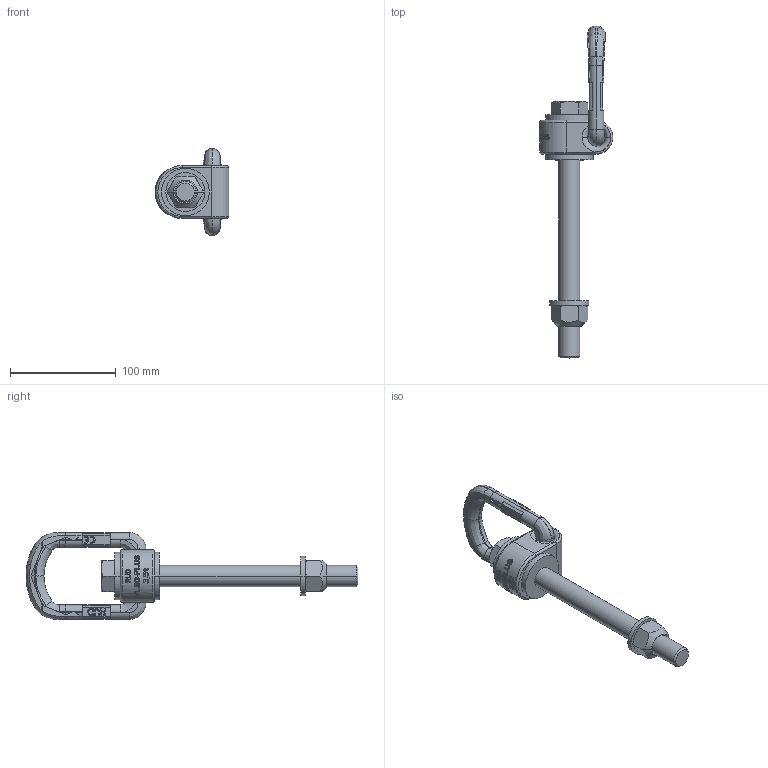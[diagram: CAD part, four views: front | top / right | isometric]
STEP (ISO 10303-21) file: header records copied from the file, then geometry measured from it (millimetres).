
FILE_DESCRIPTION((''),'2;1');
FILE_NAME('001-M35334-P-2_ASM','2019-02-06T',('anja.joas'),(''),'PRO/ENGINEER BY PARAMETRIC TECHNOLOGY CORPORATION, 2011490','PRO/ENGINEER BY PARAMETRIC TECHNOLOGY CORPORATION, 2011490','');
FILE_SCHEMA(('CONFIG_CONTROL_DESIGN'));
Length unit declared in the file: millimetre
Products named in the file (6): 001-M35334-P-2; 001-M35334-P-3; 001-M34904-P-2; 001-M31624-V05; 001-M31328-V18; 001-M35334-P-2_ASM
Assembly tree (5 placements, depth 2):
  001-M35334-P-2_ASM
    001-M35334-P-2
    001-M35334-P-3
    001-M34904-P-2
    001-M31624-V05
    001-M31328-V18
Bounding box: 69.5 x 313.85 x 82 mm (x, y, z)
Volume: 236469 mm3; surface area: 59654.5 mm2
Topology: 5 solids, 5 shells, 1033 faces, 2811 edges, 1828 vertices
Faces by surface type: plane 799, cylinder 114, bspline 92, cone 20, torus 8
Entity records: 38842 total; most frequent: CARTESIAN_POINT 14423, ORIENTED_EDGE 5622, DIRECTION 4189, EDGE_CURVE 2811, VERTEX_POINT 1828, VECTOR 1589, LINE 1589, AXIS2_PLACEMENT_3D 1300
